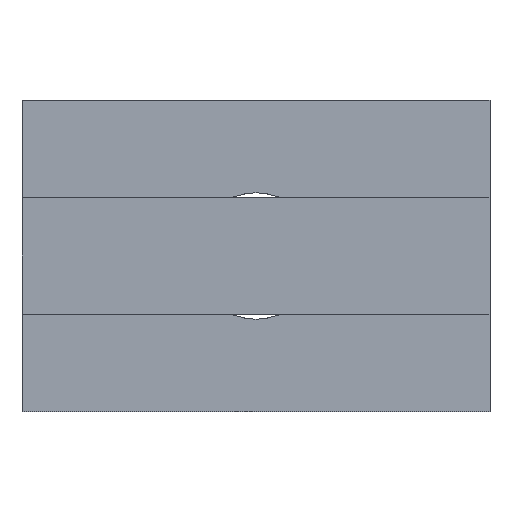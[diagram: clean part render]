
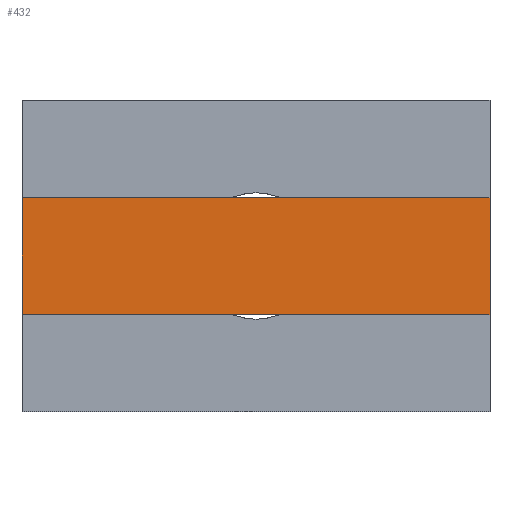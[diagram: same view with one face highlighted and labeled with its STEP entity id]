
A CAD part, front view. The second image highlights one B-rep face of the part: STEP entity #432.
In plain terms, the highlighted planar face has unit normal (0, -1, 0).
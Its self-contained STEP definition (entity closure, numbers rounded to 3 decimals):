
#50=FACE_OUTER_BOUND('',#72,.T.);
#72=EDGE_LOOP('',(#382,#383,#384,#385));
#102=LINE('',#669,#144);
#107=LINE('',#681,#149);
#126=LINE('',#759,#168);
#127=LINE('',#760,#169);
#144=VECTOR('',#529,10.);
#149=VECTOR('',#538,10.);
#168=VECTOR('',#577,10.);
#169=VECTOR('',#578,10.);
#194=VERTEX_POINT('',#666);
#195=VERTEX_POINT('',#668);
#199=VERTEX_POINT('',#678);
#200=VERTEX_POINT('',#680);
#246=EDGE_CURVE('',#195,#194,#102,.T.);
#252=EDGE_CURVE('',#199,#200,#107,.T.);
#275=EDGE_CURVE('',#199,#195,#126,.T.);
#276=EDGE_CURVE('',#200,#194,#127,.T.);
#382=ORIENTED_EDGE('',*,*,#275,.T.);
#383=ORIENTED_EDGE('',*,*,#246,.T.);
#384=ORIENTED_EDGE('',*,*,#276,.F.);
#385=ORIENTED_EDGE('',*,*,#252,.F.);
#414=PLANE('',#482);
#432=ADVANCED_FACE('',(#50),#414,.T.);
#482=AXIS2_PLACEMENT_3D('',#758,#575,#576);
#529=DIRECTION('',(1.,0.,0.));
#538=DIRECTION('',(1.,0.,0.));
#575=DIRECTION('center_axis',(0.,-1.,0.));
#576=DIRECTION('ref_axis',(0.,0.,-1.));
#577=DIRECTION('',(0.,0.,-1.));
#578=DIRECTION('',(0.,0.,-1.));
#666=CARTESIAN_POINT('',(12.,-45.,-3.));
#668=CARTESIAN_POINT('',(0.,-45.,-3.));
#669=CARTESIAN_POINT('',(0.,-45.,-3.));
#678=CARTESIAN_POINT('',(0.,-45.,0.));
#680=CARTESIAN_POINT('',(12.,-45.,0.));
#681=CARTESIAN_POINT('',(0.,-45.,0.));
#758=CARTESIAN_POINT('Origin',(0.,-45.,0.));
#759=CARTESIAN_POINT('',(0.,-45.,0.));
#760=CARTESIAN_POINT('',(12.,-45.,0.));
